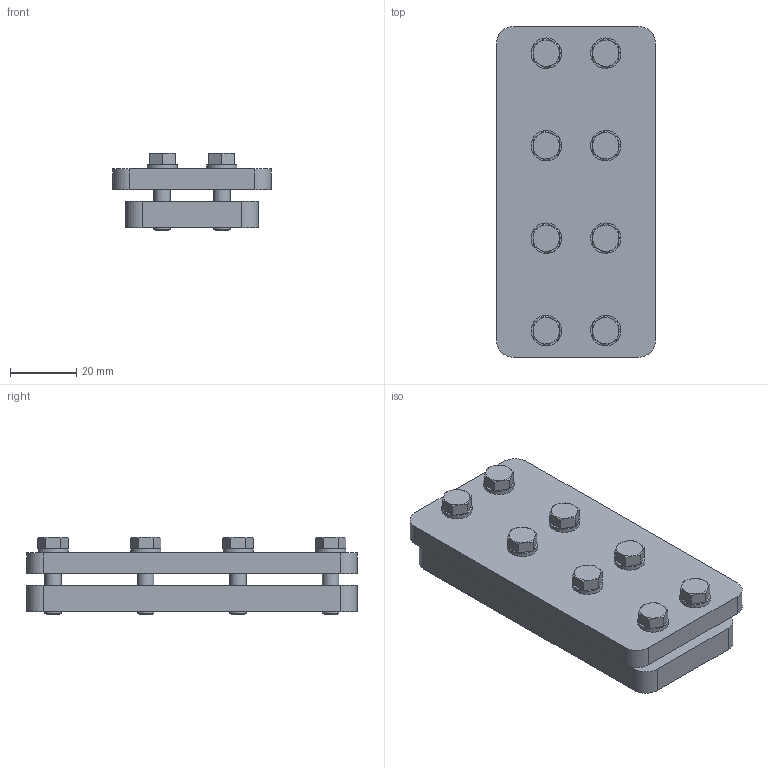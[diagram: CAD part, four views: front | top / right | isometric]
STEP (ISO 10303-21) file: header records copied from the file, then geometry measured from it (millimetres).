
FILE_DESCRIPTION(/* description */ ('ETA-3 UPPER SPLICE ASSEMBLY (85005350)'),/* implementation_level */ '2;1');
FILE_NAME(/* name */ '20137.stp',/* time_stamp */ '2020-12-18T14:21:23-05:00',/* author */ ('mnhhw'),/* organization */ (''),/* preprocessor_version */ 'ST-DEVELOPER v17',/* originating_system */ 'Autodesk Inventor 2019',/* authorisation */ '');
FILE_SCHEMA (('AUTOMOTIVE_DESIGN { 1 0 10303 214 3 1 1 }'));
Length unit declared in the file: inch
Products named in the file (5): 20137; 79696; 79697; 52491; 50758
Assembly tree (18 placements, depth 2):
  20137
    79696
    79697
    52491  x8
    50758  x8
Bounding box: 48.01 x 100 x 23.58 mm (x, y, z)
Volume: 65186.2 mm3; surface area: 27938.6 mm2
Topology: 18 solids, 18 shells, 244 faces, 584 edges, 384 vertices
Faces by surface type: plane 116, cylinder 64, cone 56, torus 8
Full cylindrical faces by diameter (mm): 4.14 x8, 5 x8, 5.512 x8
Entity records: 2401 total; most frequent: DIRECTION 420, CARTESIAN_POINT 398, ORIENTED_EDGE 342, AXIS2_PLACEMENT_3D 176, EDGE_CURVE 171, VERTEX_POINT 118, EDGE_LOOP 95, CIRCLE 87
